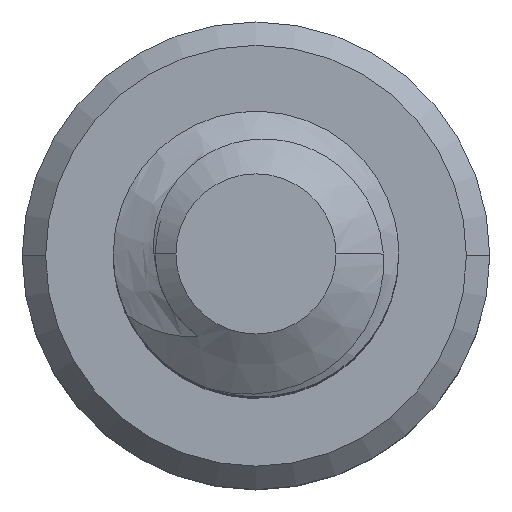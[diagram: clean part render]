
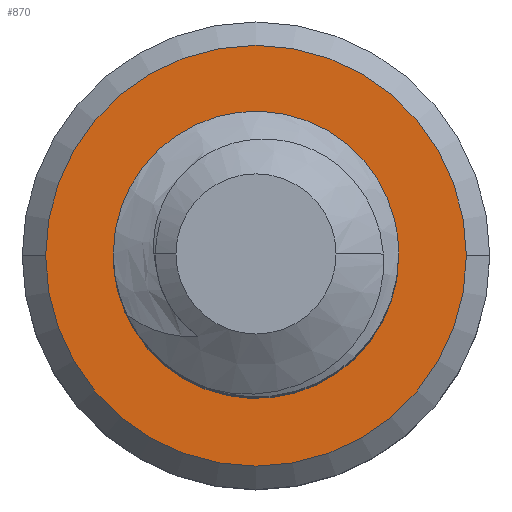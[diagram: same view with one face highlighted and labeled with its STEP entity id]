
A CAD part, top view. The second image highlights one B-rep face of the part: STEP entity #870.
In plain terms, the highlighted planar face has unit normal (0, 0, 1).
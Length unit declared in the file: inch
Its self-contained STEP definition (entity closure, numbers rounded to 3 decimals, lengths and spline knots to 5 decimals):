
#17 = EDGE_CURVE ( 'NONE', #2748, #3090, #4655, .T. ) ;
#37 = CARTESIAN_POINT ( 'NONE',  ( 0.05477, 0.0225, -0.5 ) ) ;
#85 = DIRECTION ( 'NONE',  ( 0., 0., -1. ) ) ;
#270 = CARTESIAN_POINT ( 'NONE',  ( -0.05968, -0.0116, -0.5 ) ) ;
#331 = VERTEX_POINT ( 'NONE', #4367 ) ;
#342 = EDGE_CURVE ( 'NONE', #3090, #2748, #3710, .T. ) ;
#346 = CARTESIAN_POINT ( 'NONE',  ( 0., -0.0487, -0.5 ) ) ;
#432 = CARTESIAN_POINT ( 'NONE',  ( 0.05636, 0.00496, -0.5 ) ) ;
#580 = PLANE ( 'NONE',  #4032 ) ;
#581 = AXIS2_PLACEMENT_3D ( 'NONE', #3698, #3594, #3628 ) ;
#638 = CARTESIAN_POINT ( 'NONE',  ( -0.06307, 0.00562, -0.5 ) ) ;
#681 = CARTESIAN_POINT ( 'NONE',  ( 0., 0.069, -0.5 ) ) ;
#708 = CARTESIAN_POINT ( 'NONE',  ( 0., 0., -0.5 ) ) ;
#792 = CARTESIAN_POINT ( 'NONE',  ( 0., 0.069, -0.5 ) ) ;
#808 = CARTESIAN_POINT ( 'NONE',  ( 0.05234, -0.0122, -0.5 ) ) ;
#836 = VERTEX_POINT ( 'NONE', #2140 ) ;
#870 = ADVANCED_FACE ( 'NONE', ( #4027, #1692 ), #580, .F. ) ;
#1028 = CARTESIAN_POINT ( 'NONE',  ( -0.06148, 0.02312, -0.5 ) ) ;
#1098 = DIRECTION ( 'NONE',  ( 1., 0., 0. ) ) ;
#1184 = CARTESIAN_POINT ( 'NONE',  ( 0.04312, -0.02719, -0.5 ) ) ;
#1392 = CARTESIAN_POINT ( 'NONE',  ( 0., -0.0487, -0.5 ) ) ;
#1406 = CARTESIAN_POINT ( 'NONE',  ( -0.05507, 0.03952, -0.5 ) ) ;
#1540 = CARTESIAN_POINT ( 'NONE',  ( 0.01153, 0.06689, -0.5 ) ) ;
#1552 = CARTESIAN_POINT ( 'NONE',  ( 0.03412, -0.03475, -0.5 ) ) ;
#1577 = EDGE_LOOP ( 'NONE', ( #3095, #3104 ) ) ;
#1692 = FACE_BOUND ( 'NONE', #3043, .T. ) ;
#1751 = CARTESIAN_POINT ( 'NONE',  ( -0.04834, 0.04923, -0.5 ) ) ;
#1762 = CIRCLE ( 'NONE', #2782, 0.069 ) ;
#1896 = CARTESIAN_POINT ( 'NONE',  ( 0.02753, 0.05951, -0.5 ) ) ;
#1931 = DIRECTION ( 'NONE',  ( -1., 0., 0. ) ) ;
#1936 = DIRECTION ( 'NONE',  ( 0., 0., -1. ) ) ;
#2015 = EDGE_CURVE ( 'NONE', #3171, #331, #3280, .T. ) ;
#2060 = EDGE_CURVE ( 'NONE', #3054, #331, #1762, .T. ) ;
#2101 = CARTESIAN_POINT ( 'NONE',  ( -0.02368, -0.04845, -0.5 ) ) ;
#2140 = CARTESIAN_POINT ( 'NONE',  ( 0.03412, -0.03475, -0.5 ) ) ;
#2195 = EDGE_CURVE ( 'NONE', #3054, #836, #3282, .T. ) ;
#2237 = EDGE_CURVE ( 'NONE', #836, #3171, #2946, .T. ) ;
#2246 = CARTESIAN_POINT ( 'NONE',  ( 0.04868, 0.03892, -0.5 ) ) ;
#2281 = CARTESIAN_POINT ( 'NONE',  ( 0., 0., -0.5 ) ) ;
#2434 = CARTESIAN_POINT ( 'NONE',  ( -0.05226, -0.02769, -0.5 ) ) ;
#2582 = CARTESIAN_POINT ( 'NONE',  ( 0.00588, 0.06833, -0.5 ) ) ;
#2598 = CARTESIAN_POINT ( 'NONE',  ( 0.05592, 0.01675, -0.5 ) ) ;
#2609 = AXIS2_PLACEMENT_3D ( 'NONE', #2281, #85, #2640 ) ;
#2640 = DIRECTION ( 'NONE',  ( 1., 0., 0. ) ) ;
#2748 = VERTEX_POINT ( 'NONE', #3752 ) ;
#2782 = AXIS2_PLACEMENT_3D ( 'NONE', #708, #3266, #1098 ) ;
#2821 = CARTESIAN_POINT ( 'NONE',  ( -0.06135, -0.00599, -0.5 ) ) ;
#2946 = CIRCLE ( 'NONE', #2609, 0.0487 ) ;
#2971 = CARTESIAN_POINT ( 'NONE',  ( 0.05565, -0.00084, -0.5 ) ) ;
#3043 = EDGE_LOOP ( 'NONE', ( #3166, #3224, #3232, #3289 ) ) ;
#3054 = VERTEX_POINT ( 'NONE', #681 ) ;
#3090 = VERTEX_POINT ( 'NONE', #3956 ) ;
#3095 = ORIENTED_EDGE ( 'NONE', *, *, #17, .T. ) ;
#3104 = ORIENTED_EDGE ( 'NONE', *, *, #342, .T. ) ;
#3166 = ORIENTED_EDGE ( 'NONE', *, *, #2060, .F. ) ;
#3171 = VERTEX_POINT ( 'NONE', #346 ) ;
#3203 = CARTESIAN_POINT ( 'NONE',  ( -0.06309, 0.01154, -0.5 ) ) ;
#3224 = ORIENTED_EDGE ( 'NONE', *, *, #2195, .T. ) ;
#3232 = ORIENTED_EDGE ( 'NONE', *, *, #2237, .T. ) ;
#3266 = DIRECTION ( 'NONE',  ( 0., 0., 1. ) ) ;
#3280 = B_SPLINE_CURVE_WITH_KNOTS ( 'NONE', 3,
 ( #1392, #3554, #2101, #4552, #2434, #270, #2821, #638, #3203, #1028, #3569, #1406, #3925, #1751 ),
 .UNSPECIFIED., .F., .F.,
 ( 4, 2, 2, 2, 2, 2, 4 ),
 ( 0., 0.00089, 0.00178, 0.00222, 0.00267, 0.00311, 0.00356 ),
 .UNSPECIFIED. ) ;
#3282 = B_SPLINE_CURVE_WITH_KNOTS ( 'NONE', 3,
 ( #792, #2582, #1540, #4047, #1896, #4370, #2246, #37, #2598, #432, #2971, #808, #3364, #1184, #3725, #1552 ),
 .UNSPECIFIED., .F., .F.,
 ( 4, 2, 2, 2, 2, 2, 2, 4 ),
 ( 0., 0.00044, 0.00089, 0.00178, 0.00222, 0.00267, 0.00311, 0.00355 ),
 .UNSPECIFIED. ) ;
#3289 = ORIENTED_EDGE ( 'NONE', *, *, #2015, .T. ) ;
#3364 = CARTESIAN_POINT ( 'NONE',  ( 0.04983, -0.01748, -0.5 ) ) ;
#3554 = CARTESIAN_POINT ( 'NONE',  ( -0.01169, -0.05058, -0.5 ) ) ;
#3569 = CARTESIAN_POINT ( 'NONE',  ( -0.05982, 0.02885, -0.5 ) ) ;
#3594 = DIRECTION ( 'NONE',  ( 0., 0., 1. ) ) ;
#3628 = DIRECTION ( 'NONE',  ( -1., 0., 0. ) ) ;
#3698 = CARTESIAN_POINT ( 'NONE',  ( 0., 0., -0.5 ) ) ;
#3710 = CIRCLE ( 'NONE', #4262, 0.1017 ) ;
#3725 = CARTESIAN_POINT ( 'NONE',  ( 0.03902, -0.03141, -0.5 ) ) ;
#3752 = CARTESIAN_POINT ( 'NONE',  ( -0.1017, 0., -0.5 ) ) ;
#3925 = CARTESIAN_POINT ( 'NONE',  ( -0.052, 0.0446, -0.5 ) ) ;
#3956 = CARTESIAN_POINT ( 'NONE',  ( 0.1017, 0., -0.5 ) ) ;
#4027 = FACE_OUTER_BOUND ( 'NONE', #1577, .T. ) ;
#4032 = AXIS2_PLACEMENT_3D ( 'NONE', #4582, #1936, #1931 ) ;
#4047 = CARTESIAN_POINT ( 'NONE',  ( 0.02239, 0.06248, -0.5 ) ) ;
#4262 = AXIS2_PLACEMENT_3D ( 'NONE', #4294, #4292, #4281 ) ;
#4281 = DIRECTION ( 'NONE',  ( -1., 0., 0. ) ) ;
#4292 = DIRECTION ( 'NONE',  ( 0., 0., 1. ) ) ;
#4294 = CARTESIAN_POINT ( 'NONE',  ( 0., 0., -0.5 ) ) ;
#4367 = CARTESIAN_POINT ( 'NONE',  ( -0.04834, 0.04923, -0.5 ) ) ;
#4370 = CARTESIAN_POINT ( 'NONE',  ( 0.04135, 0.04877, -0.5 ) ) ;
#4552 = CARTESIAN_POINT ( 'NONE',  ( -0.04432, -0.03688, -0.5 ) ) ;
#4582 = CARTESIAN_POINT ( 'NONE',  ( 0., 0., -0.5 ) ) ;
#4655 = CIRCLE ( 'NONE', #581, 0.1017 ) ;
